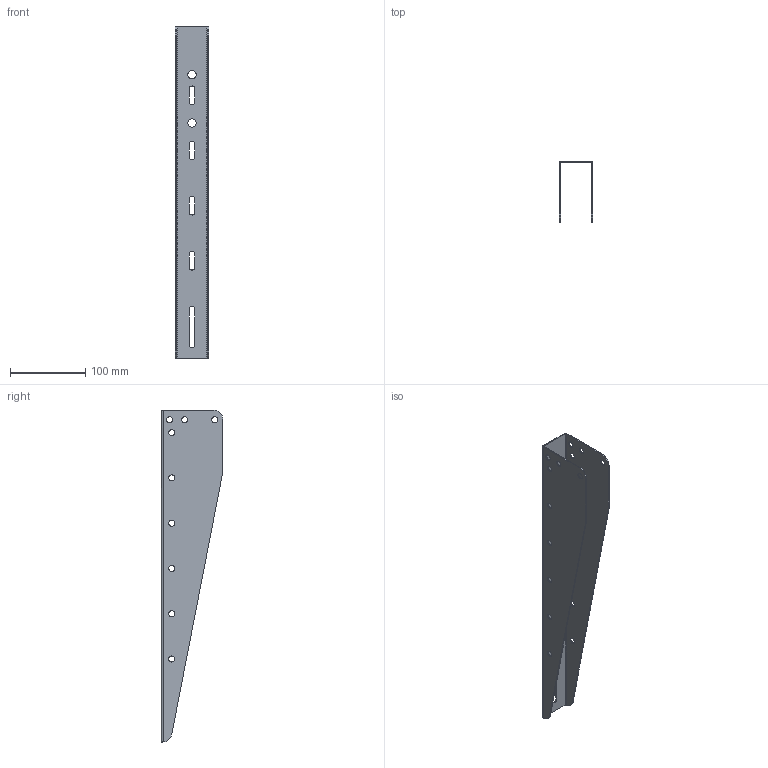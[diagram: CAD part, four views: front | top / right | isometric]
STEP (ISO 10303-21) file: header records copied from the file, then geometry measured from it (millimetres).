
FILE_DESCRIPTION (( 'STEP AP203' ), '1' );
FILE_NAME ('Êîíñîëü BM_BBM5040.STEP', '2012-11-20T08:31:01', ( 'Àñååâ' ), ( '' ), 'SwSTEP 2.0', 'SolidWorks 2012', '' );
FILE_SCHEMA (( 'CONFIG_CONTROL_DESIGN' ));
Length unit declared in the file: millimetre
Products named in the file (1): Êîíñîëü BM_BBM5040
Bounding box: 44 x 81.5 x 440 mm (x, y, z)
Volume: 93032.5 mm3; surface area: 127064.8 mm2
Topology: 1 solids, 1 shells, 68 faces, 182 edges, 116 vertices
Faces by surface type: cylinder 38, plane 28, bspline 2
Full cylindrical faces by diameter (mm): 8 x18, 11 x2
Entity records: 2233 total; most frequent: CARTESIAN_POINT 387, DIRECTION 366, ORIENTED_EDGE 324, EDGE_CURVE 162, AXIS2_PLACEMENT_3D 143, EDGE_LOOP 138, VERTEX_POINT 116, FACE_OUTER_BOUND 88
